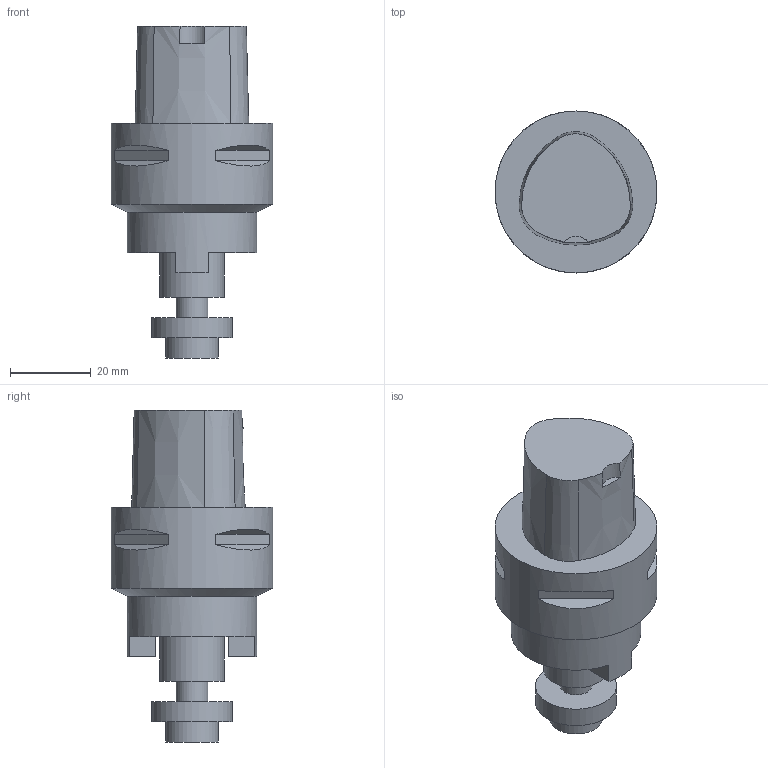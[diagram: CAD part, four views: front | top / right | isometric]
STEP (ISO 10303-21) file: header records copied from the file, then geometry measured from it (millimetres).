
FILE_DESCRIPTION(/* description */ ('3-D model version:1'),/* implementation_level */ '2;1');
FILE_NAME(/* name */ 'C4-391.05C-16032',/* time_stamp */ '2016-12-02T13:56:41',/* author */ ('InteractiveCad'),/* organization */ ('AB Sandvik Coromant'),/* preprocessor_version */ 'ST-DEVELOPER v11',/* originating_system */ 'SIEMENS UGS NX 6.0',/* authorization */ '');
FILE_SCHEMA(('AUTOMOTIVE_DESIGN'));
Length unit declared in the file: millimetre
Products named in the file (1): C4_391_05C_16032_SIM
Bounding box: 40 x 40 x 82 mm (x, y, z)
Volume: 53810.9 mm3; surface area: 10366.4 mm2
Topology: 1 solids, 1 shells, 44 faces, 96 edges, 64 vertices
Faces by surface type: plane 29, cylinder 8, cone 7
Full cylindrical faces by diameter (mm): 7.794 x1, 13 x1, 16 x1, 19.5 x1, 20 x1, 32 x1, 40 x1
Entity records: 1258 total; most frequent: DIRECTION 224, CARTESIAN_POINT 200, ORIENTED_EDGE 170, AXIS2_PLACEMENT_3D 93, EDGE_CURVE 85, EDGE_LOOP 62, VERTEX_POINT 61, ADVANCED_FACE 44
